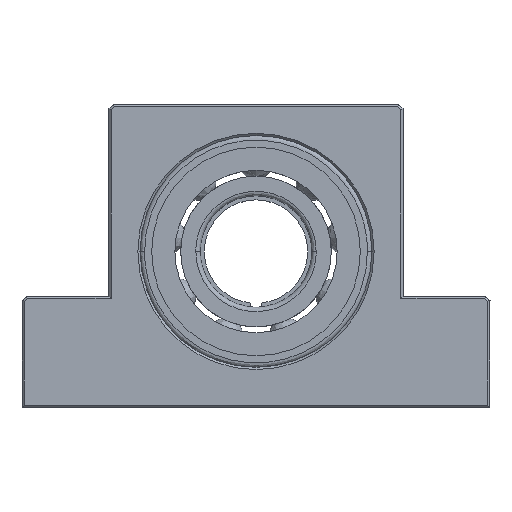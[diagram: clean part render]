
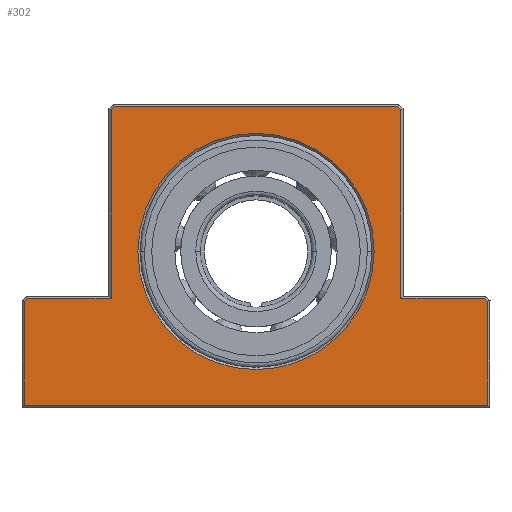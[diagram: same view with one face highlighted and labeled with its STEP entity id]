
A CAD part, top view. The second image highlights one B-rep face of the part: STEP entity #302.
In plain terms, the highlighted planar face has unit normal (0, 0, 1).
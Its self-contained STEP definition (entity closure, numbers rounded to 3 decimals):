
#79 = CARTESIAN_POINT ( 'NONE',  ( 82.375, -42.787, 15. ) ) ;
#87 = VECTOR ( 'NONE', #6767, 1000. ) ;
#131 = CARTESIAN_POINT ( 'NONE',  ( 82.375, -32.58, 15. ) ) ;
#302 = ADVANCED_FACE ( 'NONE', ( #25929, #4067 ), #4357, .T. ) ;
#940 = CARTESIAN_POINT ( 'NONE',  ( 62.875, -42.08, 15. ) ) ;
#987 = LINE ( 'NONE', #29282, #30121 ) ;
#1448 = VECTOR ( 'NONE', #17866, 1000. ) ;
#1455 = VERTEX_POINT ( 'NONE', #22097 ) ;
#1707 = DIRECTION ( 'NONE',  ( 1., 0., 0. ) ) ;
#2044 = CARTESIAN_POINT ( 'NONE',  ( -21.625, -42.787, 15. ) ) ;
#2325 = LINE ( 'NONE', #3107, #21133 ) ;
#2582 = CARTESIAN_POINT ( 'NONE',  ( 30.375, -42.08, 15. ) ) ;
#2835 = ORIENTED_EDGE ( 'NONE', *, *, #3786, .T. ) ;
#3107 = CARTESIAN_POINT ( 'NONE',  ( 62.875, -32.58, 15. ) ) ;
#3462 = ORIENTED_EDGE ( 'NONE', *, *, #30156, .T. ) ;
#3736 = CARTESIAN_POINT ( 'NONE',  ( 62.875, 0.213, 15. ) ) ;
#3786 = EDGE_CURVE ( 'NONE', #9595, #28187, #30190, .T. ) ;
#3844 = ORIENTED_EDGE ( 'NONE', *, *, #31211, .T. ) ;
#4067 = FACE_OUTER_BOUND ( 'NONE', #17592, .T. ) ;
#4357 = PLANE ( 'NONE',  #16190 ) ;
#4459 = EDGE_CURVE ( 'NONE', #14938, #1455, #11031, .T. ) ;
#4728 = ORIENTED_EDGE ( 'NONE', *, *, #8627, .T. ) ;
#4789 = ORIENTED_EDGE ( 'NONE', *, *, #13849, .T. ) ;
#5243 = EDGE_CURVE ( 'NONE', #19492, #9595, #7508, .T. ) ;
#5789 = VERTEX_POINT ( 'NONE', #5854 ) ;
#5854 = CARTESIAN_POINT ( 'NONE',  ( -2.125, 0.213, 15. ) ) ;
#5970 = ORIENTED_EDGE ( 'NONE', *, *, #5243, .T. ) ;
#5971 = VECTOR ( 'NONE', #12455, 1000. ) ;
#6342 = LINE ( 'NONE', #79, #5971 ) ;
#6346 = ORIENTED_EDGE ( 'NONE', *, *, #10132, .F. ) ;
#6490 = CARTESIAN_POINT ( 'NONE',  ( 30.375, -66.08, 15. ) ) ;
#6512 = CARTESIAN_POINT ( 'NONE',  ( -21.625, -66.08, 15. ) ) ;
#6544 = ORIENTED_EDGE ( 'NONE', *, *, #4459, .T. ) ;
#6667 = LINE ( 'NONE', #11604, #87 ) ;
#6767 = DIRECTION ( 'NONE',  ( -0.707, 0.707, 0. ) ) ;
#7140 = DIRECTION ( 'NONE',  ( 0., 0., 1. ) ) ;
#7224 = DIRECTION ( 'NONE',  ( -1., 0., 0. ) ) ;
#7462 = CARTESIAN_POINT ( 'NONE',  ( 30.375, -31.58, 15. ) ) ;
#7508 = LINE ( 'NONE', #2582, #25952 ) ;
#8078 = EDGE_CURVE ( 'NONE', #28724, #15743, #25556, .T. ) ;
#8627 = EDGE_CURVE ( 'NONE', #13780, #5789, #19016, .T. ) ;
#9011 = ORIENTED_EDGE ( 'NONE', *, *, #30802, .T. ) ;
#9595 = VERTEX_POINT ( 'NONE', #13331 ) ;
#9762 = EDGE_CURVE ( 'NONE', #16818, #31762, #6667, .T. ) ;
#9777 = DIRECTION ( 'NONE',  ( -0.707, -0.707, 0. ) ) ;
#10048 = CARTESIAN_POINT ( 'NONE',  ( -20.918, -42.08, 15. ) ) ;
#10132 = EDGE_CURVE ( 'NONE', #15743, #28724, #10859, .T. ) ;
#10738 = ORIENTED_EDGE ( 'NONE', *, *, #8078, .F. ) ;
#10797 = ORIENTED_EDGE ( 'NONE', *, *, #9762, .T. ) ;
#10859 = CIRCLE ( 'NONE', #24545, 26.5 ) ;
#11026 = VECTOR ( 'NONE', #22142, 1000. ) ;
#11031 = LINE ( 'NONE', #6490, #23295 ) ;
#11490 = ORIENTED_EDGE ( 'NONE', *, *, #22596, .T. ) ;
#11604 = CARTESIAN_POINT ( 'NONE',  ( 62.875, 0.213, 15. ) ) ;
#11776 = DIRECTION ( 'NONE',  ( 1., 0., 0. ) ) ;
#12455 = DIRECTION ( 'NONE',  ( -0.707, 0.707, 0. ) ) ;
#12519 = LINE ( 'NONE', #27458, #30118 ) ;
#12800 = CARTESIAN_POINT ( 'NONE',  ( -2.125, -32.58, 15. ) ) ;
#12817 = DIRECTION ( 'NONE',  ( 0., -1., 0. ) ) ;
#12946 = DIRECTION ( 'NONE',  ( -1., 0., 0. ) ) ;
#13331 = CARTESIAN_POINT ( 'NONE',  ( -20.918, -42.08, 15. ) ) ;
#13626 = LINE ( 'NONE', #12800, #21685 ) ;
#13780 = VERTEX_POINT ( 'NONE', #17349 ) ;
#13849 = EDGE_CURVE ( 'NONE', #31762, #13780, #26147, .T. ) ;
#14938 = VERTEX_POINT ( 'NONE', #6512 ) ;
#15743 = VERTEX_POINT ( 'NONE', #17228 ) ;
#16190 = AXIS2_PLACEMENT_3D ( 'NONE', #21315, #28877, #11776 ) ;
#16818 = VERTEX_POINT ( 'NONE', #3736 ) ;
#17037 = EDGE_CURVE ( 'NONE', #1455, #24306, #18310, .T. ) ;
#17228 = CARTESIAN_POINT ( 'NONE',  ( 56.875, -31.58, 15. ) ) ;
#17230 = EDGE_CURVE ( 'NONE', #28187, #14938, #12519, .T. ) ;
#17346 = DIRECTION ( 'NONE',  ( 0., 1., 0. ) ) ;
#17349 = CARTESIAN_POINT ( 'NONE',  ( -1.418, 0.92, 15. ) ) ;
#17592 = EDGE_LOOP ( 'NONE', ( #5970, #2835, #22243, #6544, #31755, #9011, #3462, #11490, #10797, #4789, #4728, #3844 ) ) ;
#17634 = CARTESIAN_POINT ( 'NONE',  ( 3.875, -31.58, 15. ) ) ;
#17827 = DIRECTION ( 'NONE',  ( 0., -1., 0. ) ) ;
#17866 = DIRECTION ( 'NONE',  ( -0.707, -0.707, 0. ) ) ;
#18060 = CARTESIAN_POINT ( 'NONE',  ( 30.375, -31.58, 15. ) ) ;
#18310 = LINE ( 'NONE', #131, #11026 ) ;
#19016 = LINE ( 'NONE', #24456, #31213 ) ;
#19492 = VERTEX_POINT ( 'NONE', #24775 ) ;
#19719 = CARTESIAN_POINT ( 'NONE',  ( 81.668, -42.08, 15. ) ) ;
#20430 = CARTESIAN_POINT ( 'NONE',  ( 82.375, -42.787, 15. ) ) ;
#20446 = VERTEX_POINT ( 'NONE', #19719 ) ;
#20693 = CARTESIAN_POINT ( 'NONE',  ( 62.168, 0.92, 15. ) ) ;
#20854 = DIRECTION ( 'NONE',  ( 1., 0., 0. ) ) ;
#21133 = VECTOR ( 'NONE', #17346, 1000. ) ;
#21315 = CARTESIAN_POINT ( 'NONE',  ( -21.625, -66.08, 15. ) ) ;
#21685 = VECTOR ( 'NONE', #17827, 1000. ) ;
#22097 = CARTESIAN_POINT ( 'NONE',  ( 82.375, -66.08, 15. ) ) ;
#22142 = DIRECTION ( 'NONE',  ( 0., 1., 0. ) ) ;
#22243 = ORIENTED_EDGE ( 'NONE', *, *, #17230, .T. ) ;
#22596 = EDGE_CURVE ( 'NONE', #23471, #16818, #2325, .T. ) ;
#23295 = VECTOR ( 'NONE', #1707, 1000. ) ;
#23471 = VERTEX_POINT ( 'NONE', #940 ) ;
#24190 = DIRECTION ( 'NONE',  ( 1., 0., 0. ) ) ;
#24306 = VERTEX_POINT ( 'NONE', #20430 ) ;
#24456 = CARTESIAN_POINT ( 'NONE',  ( -1.418, 0.92, 15. ) ) ;
#24545 = AXIS2_PLACEMENT_3D ( 'NONE', #18060, #27775, #20854 ) ;
#24626 = VECTOR ( 'NONE', #29739, 1000. ) ;
#24775 = CARTESIAN_POINT ( 'NONE',  ( -2.125, -42.08, 15. ) ) ;
#24849 = EDGE_LOOP ( 'NONE', ( #6346, #10738 ) ) ;
#25556 = CIRCLE ( 'NONE', #29385, 26.5 ) ;
#25929 = FACE_BOUND ( 'NONE', #24849, .T. ) ;
#25952 = VECTOR ( 'NONE', #7224, 1000. ) ;
#26147 = LINE ( 'NONE', #29855, #24626 ) ;
#27458 = CARTESIAN_POINT ( 'NONE',  ( -21.625, -32.58, 15. ) ) ;
#27775 = DIRECTION ( 'NONE',  ( 0., 0., 1. ) ) ;
#28187 = VERTEX_POINT ( 'NONE', #2044 ) ;
#28724 = VERTEX_POINT ( 'NONE', #17634 ) ;
#28877 = DIRECTION ( 'NONE',  ( 0., 0., 1. ) ) ;
#29282 = CARTESIAN_POINT ( 'NONE',  ( 30.375, -42.08, 15. ) ) ;
#29385 = AXIS2_PLACEMENT_3D ( 'NONE', #7462, #7140, #24190 ) ;
#29739 = DIRECTION ( 'NONE',  ( -1., 0., 0. ) ) ;
#29855 = CARTESIAN_POINT ( 'NONE',  ( 30.375, 0.92, 15. ) ) ;
#30118 = VECTOR ( 'NONE', #12817, 1000. ) ;
#30121 = VECTOR ( 'NONE', #12946, 1000. ) ;
#30156 = EDGE_CURVE ( 'NONE', #20446, #23471, #987, .T. ) ;
#30190 = LINE ( 'NONE', #10048, #1448 ) ;
#30802 = EDGE_CURVE ( 'NONE', #24306, #20446, #6342, .T. ) ;
#31211 = EDGE_CURVE ( 'NONE', #5789, #19492, #13626, .T. ) ;
#31213 = VECTOR ( 'NONE', #9777, 1000. ) ;
#31755 = ORIENTED_EDGE ( 'NONE', *, *, #17037, .T. ) ;
#31762 = VERTEX_POINT ( 'NONE', #20693 ) ;
